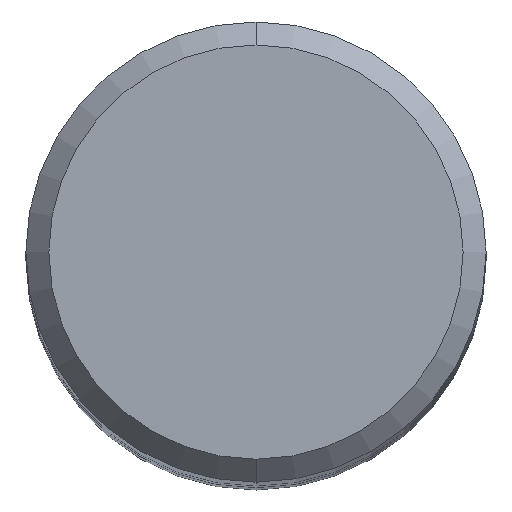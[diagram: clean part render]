
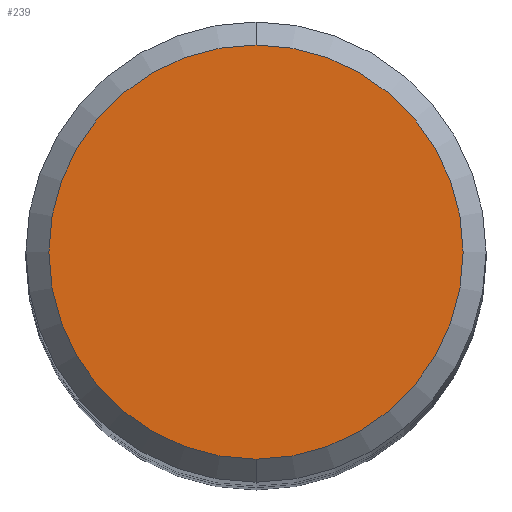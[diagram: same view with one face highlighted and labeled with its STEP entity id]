
A CAD part, top view. The second image highlights one B-rep face of the part: STEP entity #239.
In plain terms, the highlighted planar face has unit normal (0, 0, 1).
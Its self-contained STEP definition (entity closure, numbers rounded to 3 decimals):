
#239=ADVANCED_FACE('',(#537),#538,.T.);
#257=VERTEX_POINT('',#558);
#269=EDGE_CURVE('',#323,#257,#572,.T.);
#323=VERTEX_POINT('',#635);
#363=EDGE_CURVE('',#257,#323,#676,.T.);
#537=FACE_OUTER_BOUND('',#911,.T.);
#538=PLANE('',#912);
#558=CARTESIAN_POINT('',(0.,-3.6,0.0));
#572=CIRCLE('',#967,3.6);
#635=CARTESIAN_POINT('',(0.0,3.6,0.0));
#676=CIRCLE('',#1186,3.6);
#911=EDGE_LOOP('',(#1482,#1483));
#912=AXIS2_PLACEMENT_3D('',#1484,#1485,#1486);
#967=AXIS2_PLACEMENT_3D('',#1526,#1527,#1528);
#1186=AXIS2_PLACEMENT_3D('',#1641,#1642,#1643);
#1482=ORIENTED_EDGE('',*,*,#269,.F.);
#1483=ORIENTED_EDGE('',*,*,#363,.F.);
#1484=CARTESIAN_POINT('',(0.0,1.8,0.0));
#1485=DIRECTION('',(-0.0,0.0,1.0));
#1486=DIRECTION('',(0.0,-1.0,0.0));
#1526=CARTESIAN_POINT('',(0.0,0.0,0.0));
#1527=DIRECTION('',(0.0,0.0,-1.0));
#1528=DIRECTION('',(0.0,1.0,0.0));
#1641=CARTESIAN_POINT('',(0.0,0.0,0.0));
#1642=DIRECTION('',(0.0,0.0,-1.0));
#1643=DIRECTION('',(0.0,1.0,0.0));
